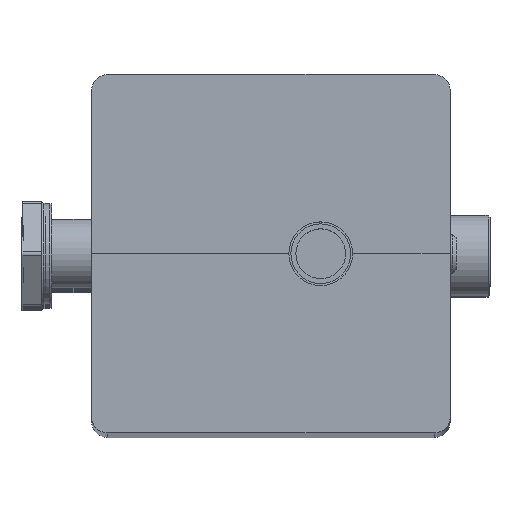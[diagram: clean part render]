
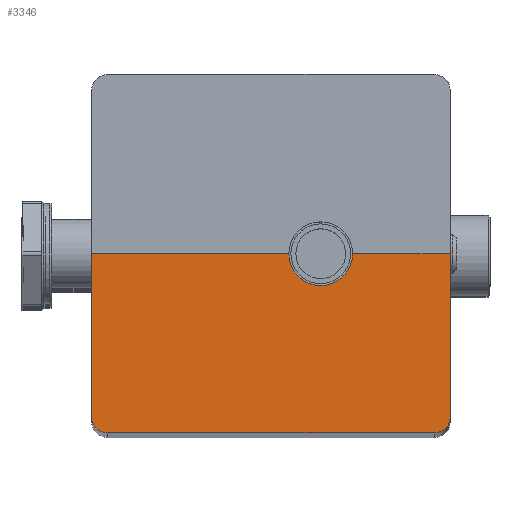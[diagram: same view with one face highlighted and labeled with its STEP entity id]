
A CAD part, top view. The second image highlights one B-rep face of the part: STEP entity #3346.
In plain terms, the highlighted planar face has unit normal (0, 0, 1).
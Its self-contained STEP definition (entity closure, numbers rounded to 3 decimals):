
#166=LINE('',#5287,#392);
#173=LINE('',#5300,#399);
#177=LINE('',#5318,#403);
#244=LINE('',#5509,#470);
#248=LINE('',#5517,#474);
#392=VECTOR('',#4290,49.);
#399=VECTOR('',#4299,99.);
#403=VECTOR('',#4317,82.);
#470=VECTOR('',#4508,164.);
#474=VECTOR('',#4518,82.);
#668=PLANE('',#3703);
#954=FACE_OUTER_BOUND('',#1261,.T.);
#1261=EDGE_LOOP('',(#2749,#2750,#2751,#2752,#2753,#2754,#2755,#2756));
#1441=CIRCLE('',#3625,16.);
#1475=CIRCLE('',#3697,8.);
#1476=CIRCLE('',#3700,8.);
#1646=VERTEX_POINT('',#5267);
#1648=VERTEX_POINT('',#5270);
#1654=VERTEX_POINT('',#5286);
#1659=VERTEX_POINT('',#5298);
#1666=VERTEX_POINT('',#5317);
#1727=VERTEX_POINT('',#5504);
#1728=VERTEX_POINT('',#5508);
#1729=VERTEX_POINT('',#5512);
#1968=EDGE_CURVE('',#1648,#1646,#1441,.T.);
#1976=EDGE_CURVE('',#1654,#1648,#166,.T.);
#1983=EDGE_CURVE('',#1646,#1659,#173,.T.);
#1991=EDGE_CURVE('',#1666,#1654,#177,.T.);
#2085=EDGE_CURVE('',#1727,#1666,#1475,.T.);
#2087=EDGE_CURVE('',#1728,#1727,#244,.T.);
#2089=EDGE_CURVE('',#1729,#1728,#1476,.T.);
#2092=EDGE_CURVE('',#1659,#1729,#248,.T.);
#2749=ORIENTED_EDGE('',*,*,#1968,.T.);
#2750=ORIENTED_EDGE('',*,*,#1983,.T.);
#2751=ORIENTED_EDGE('',*,*,#2092,.T.);
#2752=ORIENTED_EDGE('',*,*,#2089,.T.);
#2753=ORIENTED_EDGE('',*,*,#2087,.T.);
#2754=ORIENTED_EDGE('',*,*,#2085,.T.);
#2755=ORIENTED_EDGE('',*,*,#1991,.T.);
#2756=ORIENTED_EDGE('',*,*,#1976,.T.);
#3346=ADVANCED_FACE('',(#954),#668,.T.);
#3625=AXIS2_PLACEMENT_3D('',#5271,#4276,#4277);
#3697=AXIS2_PLACEMENT_3D('',#5505,#4503,#4504);
#3700=AXIS2_PLACEMENT_3D('',#5513,#4512,#4513);
#3703=AXIS2_PLACEMENT_3D('',#5519,#4521,#4522);
#4276=DIRECTION('center_axis',(0.,0.,-1.));
#4277=DIRECTION('ref_axis',(-1.,0.,0.));
#4290=DIRECTION('',(-1.,0.,0.));
#4299=DIRECTION('',(-1.,0.,0.));
#4317=DIRECTION('',(0.,1.,0.));
#4503=DIRECTION('center_axis',(0.,0.,1.));
#4504=DIRECTION('ref_axis',(0.,1.,0.));
#4508=DIRECTION('',(1.,0.,0.));
#4512=DIRECTION('center_axis',(0.,0.,1.));
#4513=DIRECTION('ref_axis',(1.,0.,0.));
#4518=DIRECTION('',(0.,-1.,0.));
#4521=DIRECTION('center_axis',(0.,0.,1.));
#4522=DIRECTION('ref_axis',(1.,0.,0.));
#5267=CARTESIAN_POINT('',(9.,0.,662.5));
#5270=CARTESIAN_POINT('',(41.,0.,662.5));
#5271=CARTESIAN_POINT('Origin',(25.,0.,662.5));
#5286=CARTESIAN_POINT('',(90.,0.,662.5));
#5287=CARTESIAN_POINT('',(-90.,0.,662.5));
#5298=CARTESIAN_POINT('',(-90.,0.,662.5));
#5300=CARTESIAN_POINT('',(-90.,0.,662.5));
#5317=CARTESIAN_POINT('',(90.,-82.,662.5));
#5318=CARTESIAN_POINT('',(90.,0.,662.5));
#5504=CARTESIAN_POINT('',(82.,-90.,662.5));
#5505=CARTESIAN_POINT('Origin',(82.,-82.,662.5));
#5508=CARTESIAN_POINT('',(-82.,-90.,662.5));
#5509=CARTESIAN_POINT('',(82.,-90.,662.5));
#5512=CARTESIAN_POINT('',(-90.,-82.,662.5));
#5513=CARTESIAN_POINT('Origin',(-82.,-82.,662.5));
#5517=CARTESIAN_POINT('',(-90.,-82.,662.5));
#5519=CARTESIAN_POINT('Origin',(0.,-43.894,
662.5));
